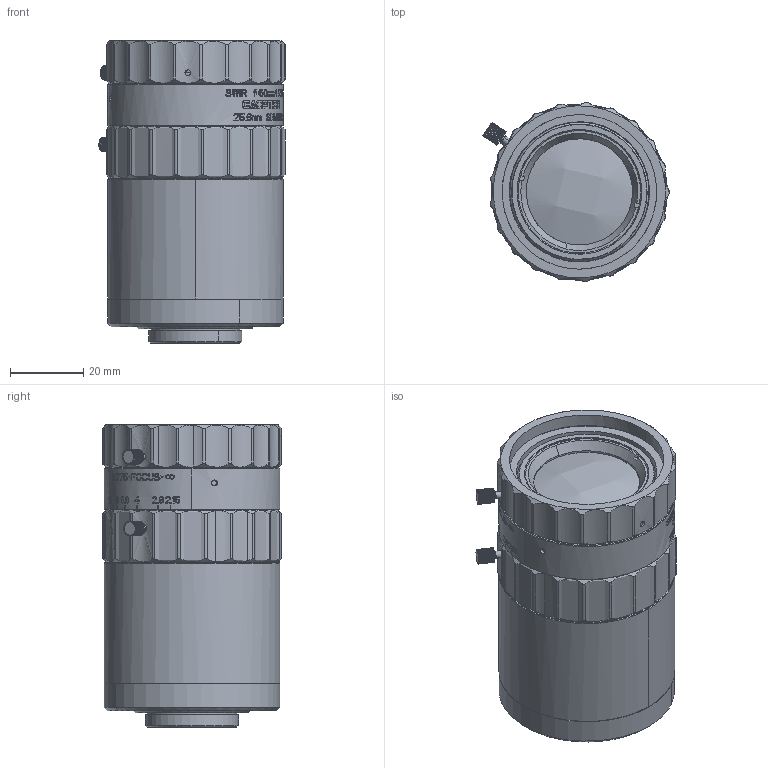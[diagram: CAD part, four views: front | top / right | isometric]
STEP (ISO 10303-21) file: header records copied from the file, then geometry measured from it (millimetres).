
FILE_DESCRIPTION (( 'STEP AP203' ), '1' );
FILE_NAME ('680000.STEP', '2020-12-30T09:54:12', ( '' ), ( '' ), 'SwSTEP 2.0', 'SolidWorks 2019', '' );
FILE_SCHEMA (( 'CONFIG_CONTROL_DESIGN' ));
Products named in the file (1): 680000
Bounding box: 50.84 x 48.9 x 82.62 mm (x, y, z)
Surface area: 26115.8 mm2 (no closed solid volume)
Topology: 0 solids, 7 shells, 2546 faces, 7220 edges, 4805 vertices
Faces by surface type: bspline 2546
Entity records: 129318 total; most frequent: CARTESIAN_POINT 85975, ORIENTED_EDGE 14420, EDGE_CURVE 7214, B_SPLINE_CURVE_WITH_KNOTS 6777, VERTEX_POINT 4805, EDGE_LOOP 2685, FACE_OUTER_BOUND 2546, ADVANCED_FACE 2546
